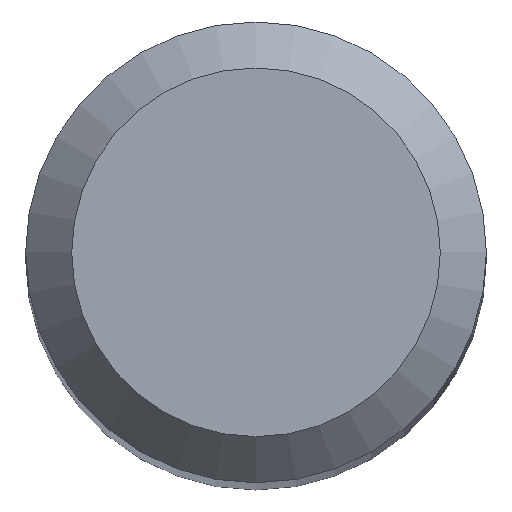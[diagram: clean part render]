
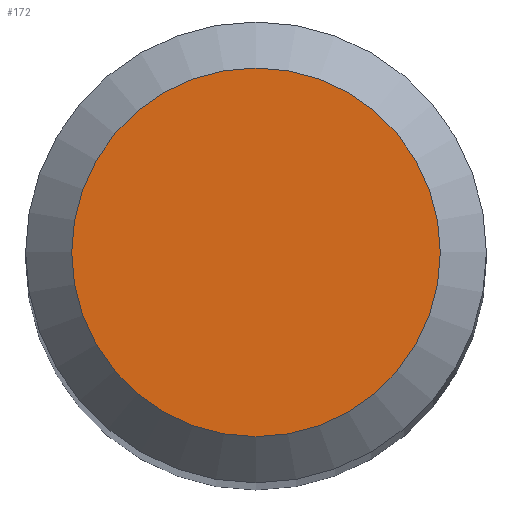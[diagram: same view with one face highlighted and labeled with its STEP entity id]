
A CAD part, top view. The second image highlights one B-rep face of the part: STEP entity #172.
In plain terms, the highlighted planar face has unit normal (0, 0, 1).
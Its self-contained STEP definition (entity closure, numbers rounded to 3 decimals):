
#17 = CIRCLE ( 'NONE', #69, 1.2 ) ;
#21 = EDGE_CURVE ( 'NONE', #255, #255, #17, .T. ) ;
#35 = CARTESIAN_POINT ( 'NONE',  ( 0., 1.2, 38. ) ) ;
#62 = DIRECTION ( 'NONE',  ( 0., 0., -1. ) ) ;
#68 = PLANE ( 'NONE',  #205 ) ;
#69 = AXIS2_PLACEMENT_3D ( 'NONE', #362, #237, #183 ) ;
#79 = EDGE_LOOP ( 'NONE', ( #360 ) ) ;
#166 = CARTESIAN_POINT ( 'NONE',  ( 1.2, 0., 38. ) ) ;
#172 = ADVANCED_FACE ( 'NONE', ( #215 ), #68, .F. ) ;
#183 = DIRECTION ( 'NONE',  ( 1., 0., 0. ) ) ;
#185 = DIRECTION ( 'NONE',  ( -1., 0., 0. ) ) ;
#205 = AXIS2_PLACEMENT_3D ( 'NONE', #35, #62, #185 ) ;
#215 = FACE_OUTER_BOUND ( 'NONE', #79, .T. ) ;
#237 = DIRECTION ( 'NONE',  ( 0., 0., 1. ) ) ;
#255 = VERTEX_POINT ( 'NONE', #166 ) ;
#360 = ORIENTED_EDGE ( 'NONE', *, *, #21, .T. ) ;
#362 = CARTESIAN_POINT ( 'NONE',  ( 0., 0., 38. ) ) ;
